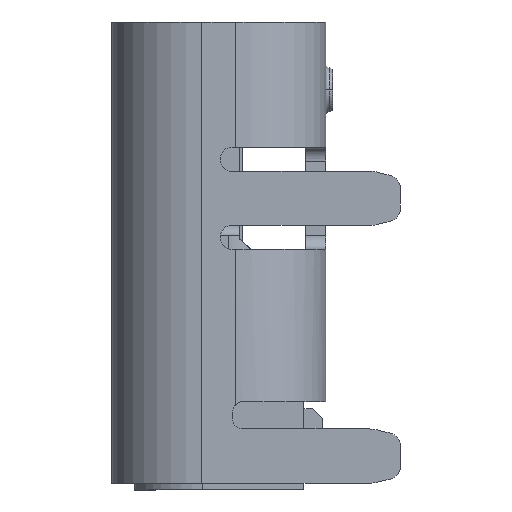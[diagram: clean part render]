
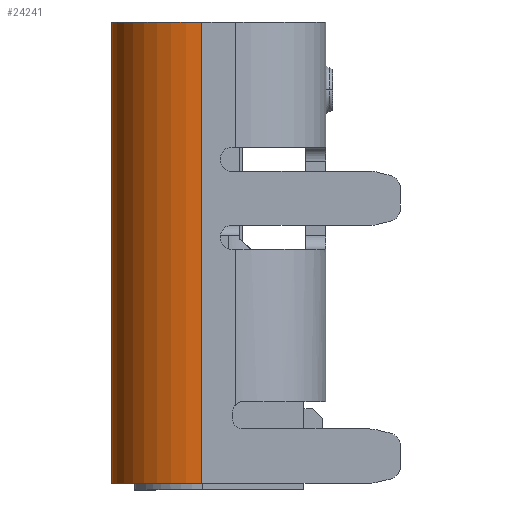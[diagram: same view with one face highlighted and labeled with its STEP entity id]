
A CAD part, left-side view. The second image highlights one B-rep face of the part: STEP entity #24241.
In plain terms, the highlighted cylindrical face has radius 1.33 mm (diameter 2.66 mm), a partial arc.
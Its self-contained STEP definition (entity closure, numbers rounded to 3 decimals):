
#143 = CARTESIAN_POINT ( 'NONE',  ( -3.14, 1.929, 1.381 ) ) ;
#1366 = VERTEX_POINT ( 'NONE', #9156 ) ;
#2111 = CARTESIAN_POINT ( 'NONE',  ( -4.47, 0.599, 4.281 ) ) ;
#2648 = DIRECTION ( 'NONE',  ( 0., 1., 0. ) ) ;
#4635 = CARTESIAN_POINT ( 'NONE',  ( -4.47, 0.599, 4.281 ) ) ;
#4708 = EDGE_CURVE ( 'NONE', #23338, #6256, #20321, .T. ) ;
#6256 = VERTEX_POINT ( 'NONE', #4635 ) ;
#7073 = DIRECTION ( 'NONE',  ( 0., 0., 1. ) ) ;
#7133 = FACE_OUTER_BOUND ( 'NONE', #9647, .T. ) ;
#8081 = AXIS2_PLACEMENT_3D ( 'NONE', #34849, #18729, #2648 ) ;
#9156 = CARTESIAN_POINT ( 'NONE',  ( -3.14, 1.929, 4.281 ) ) ;
#9647 = EDGE_LOOP ( 'NONE', ( #14443, #15543, #10290, #22540 ) ) ;
#10022 = DIRECTION ( 'NONE',  ( 0., 1., 0. ) ) ;
#10042 = VERTEX_POINT ( 'NONE', #15257 ) ;
#10290 = ORIENTED_EDGE ( 'NONE', *, *, #31340, .T. ) ;
#14443 = ORIENTED_EDGE ( 'NONE', *, *, #29180, .F. ) ;
#15257 = CARTESIAN_POINT ( 'NONE',  ( -3.14, 1.929, -2.519 ) ) ;
#15543 = ORIENTED_EDGE ( 'NONE', *, *, #23284, .F. ) ;
#16181 = AXIS2_PLACEMENT_3D ( 'NONE', #34133, #31391, #10022 ) ;
#16234 = DIRECTION ( 'NONE',  ( 0., 0., 1. ) ) ;
#16371 = CARTESIAN_POINT ( 'NONE',  ( -4.47, 0.599, -2.519 ) ) ;
#17370 = VECTOR ( 'NONE', #16234, 1000. ) ;
#18191 = DIRECTION ( 'NONE',  ( 0., 0., 1. ) ) ;
#18729 = DIRECTION ( 'NONE',  ( 0., 0., 1. ) ) ;
#20321 = LINE ( 'NONE', #2111, #26602 ) ;
#22540 = ORIENTED_EDGE ( 'NONE', *, *, #4708, .T. ) ;
#23133 = CARTESIAN_POINT ( 'NONE',  ( -3.14, 0.599, 4.281 ) ) ;
#23284 = EDGE_CURVE ( 'NONE', #10042, #1366, #32501, .T. ) ;
#23338 = VERTEX_POINT ( 'NONE', #16371 ) ;
#24241 = ADVANCED_FACE ( 'NONE', ( #7133 ), #32872, .T. ) ;
#25840 = DIRECTION ( 'NONE',  ( 0., 1., 0. ) ) ;
#26602 = VECTOR ( 'NONE', #18191, 1000. ) ;
#28232 = CIRCLE ( 'NONE', #8081, 1.33 ) ;
#29180 = EDGE_CURVE ( 'NONE', #1366, #6256, #32773, .T. ) ;
#31340 = EDGE_CURVE ( 'NONE', #10042, #23338, #28232, .T. ) ;
#31391 = DIRECTION ( 'NONE',  ( 0., 0., -1. ) ) ;
#32005 = AXIS2_PLACEMENT_3D ( 'NONE', #23133, #7073, #25840 ) ;
#32501 = LINE ( 'NONE', #143, #17370 ) ;
#32773 = CIRCLE ( 'NONE', #32005, 1.33 ) ;
#32872 = CYLINDRICAL_SURFACE ( 'NONE', #16181, 1.33 ) ;
#34133 = CARTESIAN_POINT ( 'NONE',  ( -3.14, 0.599, 4.281 ) ) ;
#34849 = CARTESIAN_POINT ( 'NONE',  ( -3.14, 0.599, -2.519 ) ) ;
